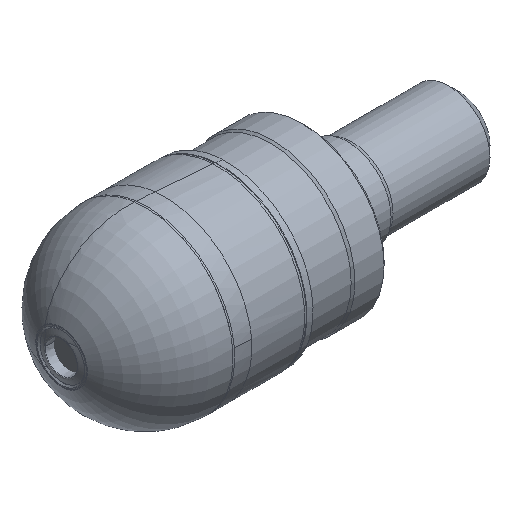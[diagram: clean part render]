
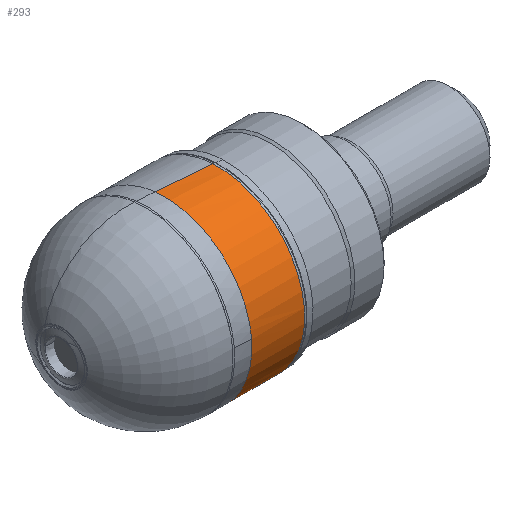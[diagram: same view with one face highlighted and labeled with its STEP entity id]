
A CAD part, isometric view. The second image highlights one B-rep face of the part: STEP entity #293.
In plain terms, the highlighted free-form (B-spline) face has degree [1, 3] with [2, 13] control points.
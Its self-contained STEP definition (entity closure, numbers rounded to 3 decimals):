
#121=B_SPLINE_CURVE_WITH_KNOTS('',3,(#1873,#1874,#1875,#1876,#1877,#1878,
#1879,#1880,#1881,#1882,#1883,#1884,#1885,#1886,#1887,#1888,#1889,#1890),
 .UNSPECIFIED.,.F.,.F.,(4,2,2,2,2,2,2,2,4),(0.,0.125,0.25,0.375,0.5,0.625,
0.75,0.875,1.),.UNSPECIFIED.);
#127=B_SPLINE_CURVE_WITH_KNOTS('',3,(#1981,#1982,#1983,#1984),
 .UNSPECIFIED.,.F.,.F.,(4,4),(0.,1.),.UNSPECIFIED.);
#128=B_SPLINE_CURVE_WITH_KNOTS('',3,(#1985,#1986,#1987,#1988),
 .UNSPECIFIED.,.F.,.F.,(4,4),(0.,1.),.UNSPECIFIED.);
#138=(
BOUNDED_CURVE()
B_SPLINE_CURVE(3,(#1392,#1393,#1394,#1395,#1396,#1397,#1398),
 .UNSPECIFIED.,.F.,.F.)
B_SPLINE_CURVE_WITH_KNOTS((4,3,4),(0.,0.,1.),
 .UNSPECIFIED.)
CURVE()
GEOMETRIC_REPRESENTATION_ITEM()
RATIONAL_B_SPLINE_CURVE((1.,1.,1.,1.,0.727,0.633,
0.719))
REPRESENTATION_ITEM('')
);
#142=(
BOUNDED_CURVE()
B_SPLINE_CURVE(3,(#1437,#1438,#1439,#1440,#1441,#1442,#1443),
 .UNSPECIFIED.,.F.,.F.)
B_SPLINE_CURVE_WITH_KNOTS((4,3,4),(0.,0.256,1.),
 .UNSPECIFIED.)
CURVE()
GEOMETRIC_REPRESENTATION_ITEM()
RATIONAL_B_SPLINE_CURVE((0.719,0.763,0.857,
1.,0.584,0.584,1.))
REPRESENTATION_ITEM('')
);
#209=(
BOUNDED_SURFACE()
B_SPLINE_SURFACE(1,3,((#2142,#2143,#2144,#2145,#2146,#2147,#2148,#2149,
#2150,#2151,#2152,#2153,#2154),(#2155,#2156,#2157,#2158,#2159,#2160,#2161,
#2162,#2163,#2164,#2165,#2166,#2167)),.UNSPECIFIED.,.F.,.F.,.F.)
B_SPLINE_SURFACE_WITH_KNOTS((2,2),(4,3,3,3,4),(0.,1.),(0.,0.01,
0.021,0.51,1.),.UNSPECIFIED.)
GEOMETRIC_REPRESENTATION_ITEM()
RATIONAL_B_SPLINE_SURFACE(((1.,1.,1.,1.,1.,1.,1.,0.584,0.584,
1.,0.584,0.584,1.),(1.,1.,1.,1.,1.,1.,1.,0.584,
0.584,1.,0.584,0.584,1.)))
REPRESENTATION_ITEM('')
SURFACE()
);
#293=ADVANCED_FACE('',(#338),#209,.F.);
#338=FACE_OUTER_BOUND('',#408,.T.);
#408=EDGE_LOOP('',(#606,#607,#608,#609,#610));
#606=ORIENTED_EDGE('',*,*,#710,.T.);
#607=ORIENTED_EDGE('',*,*,#716,.T.);
#608=ORIENTED_EDGE('',*,*,#769,.F.);
#609=ORIENTED_EDGE('',*,*,#761,.F.);
#610=ORIENTED_EDGE('',*,*,#770,.F.);
#641=VERTEX_POINT('',#1391);
#642=VERTEX_POINT('',#1399);
#643=VERTEX_POINT('',#1436);
#670=VERTEX_POINT('',#1867);
#671=VERTEX_POINT('',#1872);
#710=EDGE_CURVE('',#642,#641,#138,.T.);
#716=EDGE_CURVE('',#641,#643,#142,.T.);
#761=EDGE_CURVE('',#671,#670,#121,.T.);
#769=EDGE_CURVE('',#670,#643,#127,.T.);
#770=EDGE_CURVE('',#642,#671,#128,.T.);
#1391=CARTESIAN_POINT('',(14.93,-12.402,1.));
#1392=CARTESIAN_POINT('',(14.93,1.367,12.365));
#1393=CARTESIAN_POINT('',(14.93,1.366,12.365));
#1394=CARTESIAN_POINT('',(14.93,1.366,12.365));
#1395=CARTESIAN_POINT('',(14.93,1.366,12.365));
#1396=CARTESIAN_POINT('',(14.93,-5.531,13.127));
#1397=CARTESIAN_POINT('',(14.93,-11.759,8.94));
#1398=CARTESIAN_POINT('',(14.93,-12.4,1.));
#1399=CARTESIAN_POINT('',(14.93,1.367,12.366));
#1436=CARTESIAN_POINT('',(14.93,12.399,-1.029));
#1437=CARTESIAN_POINT('',(14.93,-12.4,1.));
#1438=CARTESIAN_POINT('',(14.93,-12.677,-2.445));
#1439=CARTESIAN_POINT('',(14.93,-11.559,-5.533));
#1440=CARTESIAN_POINT('',(14.93,-9.602,-7.909));
#1441=CARTESIAN_POINT('',(14.93,-1.242,-18.059));
#1442=CARTESIAN_POINT('',(14.93,11.309,-14.135));
#1443=CARTESIAN_POINT('',(14.93,12.397,-1.03));
#1867=CARTESIAN_POINT('',(22.481,12.43,-0.368));
#1872=CARTESIAN_POINT('',(22.481,0.706,12.416));
#1873=CARTESIAN_POINT('',(22.481,0.706,12.416));
#1874=CARTESIAN_POINT('',(22.481,-1.745,12.555));
#1875=CARTESIAN_POINT('',(22.481,-4.235,11.948));
#1876=CARTESIAN_POINT('',(22.481,-8.459,9.441));
#1877=CARTESIAN_POINT('',(22.481,-10.185,7.547));
#1878=CARTESIAN_POINT('',(22.481,-12.289,3.109));
#1879=CARTESIAN_POINT('',(22.481,-12.663,0.573));
#1880=CARTESIAN_POINT('',(22.481,-11.93,-4.283));
#1881=CARTESIAN_POINT('',(22.481,-10.825,-6.595));
#1882=CARTESIAN_POINT('',(22.481,-7.505,-10.215));
#1883=CARTESIAN_POINT('',(22.481,-5.297,-11.516));
#1884=CARTESIAN_POINT('',(22.481,-0.522,-12.665));
#1885=CARTESIAN_POINT('',(22.481,2.036,-12.511));
#1886=CARTESIAN_POINT('',(22.481,6.639,-10.798));
#1887=CARTESIAN_POINT('',(22.481,8.675,-9.242));
#1888=CARTESIAN_POINT('',(22.481,11.537,-5.251));
#1889=CARTESIAN_POINT('',(22.481,12.358,-2.823));
#1890=CARTESIAN_POINT('',(22.481,12.43,-0.368));
#1981=CARTESIAN_POINT('',(22.481,12.431,-0.368));
#1982=CARTESIAN_POINT('',(19.964,12.42,-0.588));
#1983=CARTESIAN_POINT('',(17.447,12.409,-0.808));
#1984=CARTESIAN_POINT('',(14.93,12.398,-1.029));
#1985=CARTESIAN_POINT('',(14.93,1.366,12.365));
#1986=CARTESIAN_POINT('',(17.447,1.146,12.382));
#1987=CARTESIAN_POINT('',(19.964,0.926,12.399));
#1988=CARTESIAN_POINT('',(22.481,0.706,12.416));
#2142=CARTESIAN_POINT('',(12.24,2.582,12.219));
#2143=CARTESIAN_POINT('',(12.24,2.427,12.239));
#2144=CARTESIAN_POINT('',(12.24,2.273,12.259));
#2145=CARTESIAN_POINT('',(12.24,2.119,12.279));
#2146=CARTESIAN_POINT('',(12.24,1.946,12.302));
#2147=CARTESIAN_POINT('',(12.24,1.774,12.324));
#2148=CARTESIAN_POINT('',(12.24,1.601,12.347));
#2149=CARTESIAN_POINT('',(12.24,-11.451,14.039));
#2150=CARTESIAN_POINT('',(12.24,-17.932,2.584));
#2151=CARTESIAN_POINT('',(12.24,-9.758,-7.732));
#2152=CARTESIAN_POINT('',(12.24,-1.584,-18.047));
#2153=CARTESIAN_POINT('',(12.24,11.049,-14.357));
#2154=CARTESIAN_POINT('',(12.24,12.386,-1.264));
#2155=CARTESIAN_POINT('',(22.481,1.693,12.36));
#2156=CARTESIAN_POINT('',(22.481,1.538,12.368));
#2157=CARTESIAN_POINT('',(22.481,1.383,12.377));
#2158=CARTESIAN_POINT('',(22.481,1.227,12.386));
#2159=CARTESIAN_POINT('',(22.481,1.054,12.396));
#2160=CARTESIAN_POINT('',(22.481,0.88,12.406));
#2161=CARTESIAN_POINT('',(22.481,0.706,12.416));
#2162=CARTESIAN_POINT('',(22.481,-12.419,13.163));
#2163=CARTESIAN_POINT('',(22.481,-18.051,1.284));
#2164=CARTESIAN_POINT('',(22.481,-9.165,-8.405));
#2165=CARTESIAN_POINT('',(22.481,-0.28,-18.094));
#2166=CARTESIAN_POINT('',(22.481,12.041,-13.509));
#2167=CARTESIAN_POINT('',(22.481,12.43,-0.368));
